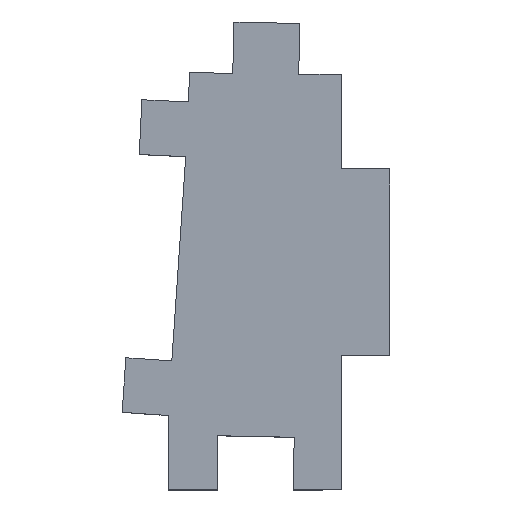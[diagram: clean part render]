
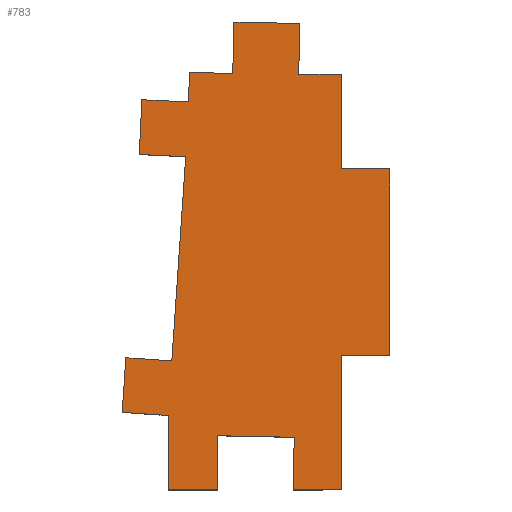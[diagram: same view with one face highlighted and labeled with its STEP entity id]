
A CAD part, top view. The second image highlights one B-rep face of the part: STEP entity #783.
In plain terms, the highlighted planar face has unit normal (0, 0, 1).
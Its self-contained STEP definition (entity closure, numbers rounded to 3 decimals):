
#36=PLANE('',#850);
#66=FACE_OUTER_BOUND('',#106,.T.);
#106=EDGE_LOOP('',(#577,#578,#579,#580,#581,#582,#583,#584,#585,#586,#587,
#588,#589,#590,#591,#592,#593,#594,#595,#596,#597,#598,#599,#600));
#154=LINE('',#1154,#238);
#158=LINE('',#1163,#242);
#161=LINE('',#1167,#245);
#164=LINE('',#1175,#248);
#165=LINE('',#1178,#249);
#168=LINE('',#1184,#252);
#169=LINE('',#1186,#253);
#170=LINE('',#1188,#254);
#171=LINE('',#1190,#255);
#172=LINE('',#1192,#256);
#173=LINE('',#1194,#257);
#174=LINE('',#1196,#258);
#175=LINE('',#1198,#259);
#176=LINE('',#1200,#260);
#177=LINE('',#1202,#261);
#178=LINE('',#1204,#262);
#179=LINE('',#1206,#263);
#180=LINE('',#1208,#264);
#181=LINE('',#1210,#265);
#182=LINE('',#1212,#266);
#183=LINE('',#1214,#267);
#184=LINE('',#1216,#268);
#185=LINE('',#1218,#269);
#186=LINE('',#1219,#270);
#238=VECTOR('',#932,10.);
#242=VECTOR('',#938,10.);
#245=VECTOR('',#943,10.);
#248=VECTOR('',#950,10.);
#249=VECTOR('',#953,10.);
#252=VECTOR('',#958,10.);
#253=VECTOR('',#959,10.);
#254=VECTOR('',#960,10.);
#255=VECTOR('',#961,10.);
#256=VECTOR('',#962,10.);
#257=VECTOR('',#963,10.);
#258=VECTOR('',#964,10.);
#259=VECTOR('',#965,10.);
#260=VECTOR('',#966,10.);
#261=VECTOR('',#967,10.);
#262=VECTOR('',#968,10.);
#263=VECTOR('',#969,10.);
#264=VECTOR('',#970,10.);
#265=VECTOR('',#971,10.);
#266=VECTOR('',#972,10.);
#267=VECTOR('',#973,10.);
#268=VECTOR('',#974,10.);
#269=VECTOR('',#975,10.);
#270=VECTOR('',#976,10.);
#354=VERTEX_POINT('',#1151);
#355=VERTEX_POINT('',#1153);
#358=VERTEX_POINT('',#1160);
#359=VERTEX_POINT('',#1162);
#362=VERTEX_POINT('',#1173);
#363=VERTEX_POINT('',#1177);
#365=VERTEX_POINT('',#1183);
#366=VERTEX_POINT('',#1185);
#367=VERTEX_POINT('',#1187);
#368=VERTEX_POINT('',#1189);
#369=VERTEX_POINT('',#1191);
#370=VERTEX_POINT('',#1193);
#371=VERTEX_POINT('',#1195);
#372=VERTEX_POINT('',#1197);
#373=VERTEX_POINT('',#1199);
#374=VERTEX_POINT('',#1201);
#375=VERTEX_POINT('',#1203);
#376=VERTEX_POINT('',#1205);
#377=VERTEX_POINT('',#1207);
#378=VERTEX_POINT('',#1209);
#379=VERTEX_POINT('',#1211);
#380=VERTEX_POINT('',#1213);
#381=VERTEX_POINT('',#1215);
#382=VERTEX_POINT('',#1217);
#435=EDGE_CURVE('',#355,#354,#154,.T.);
#439=EDGE_CURVE('',#359,#358,#158,.T.);
#442=EDGE_CURVE('',#354,#359,#161,.T.);
#446=EDGE_CURVE('',#358,#362,#164,.T.);
#447=EDGE_CURVE('',#363,#355,#165,.T.);
#450=EDGE_CURVE('',#362,#365,#168,.T.);
#451=EDGE_CURVE('',#365,#366,#169,.T.);
#452=EDGE_CURVE('',#366,#367,#170,.T.);
#453=EDGE_CURVE('',#367,#368,#171,.T.);
#454=EDGE_CURVE('',#368,#369,#172,.T.);
#455=EDGE_CURVE('',#369,#370,#173,.T.);
#456=EDGE_CURVE('',#370,#371,#174,.T.);
#457=EDGE_CURVE('',#371,#372,#175,.T.);
#458=EDGE_CURVE('',#372,#373,#176,.T.);
#459=EDGE_CURVE('',#373,#374,#177,.T.);
#460=EDGE_CURVE('',#374,#375,#178,.T.);
#461=EDGE_CURVE('',#375,#376,#179,.T.);
#462=EDGE_CURVE('',#376,#377,#180,.T.);
#463=EDGE_CURVE('',#377,#378,#181,.T.);
#464=EDGE_CURVE('',#378,#379,#182,.T.);
#465=EDGE_CURVE('',#379,#380,#183,.T.);
#466=EDGE_CURVE('',#380,#381,#184,.T.);
#467=EDGE_CURVE('',#381,#382,#185,.T.);
#468=EDGE_CURVE('',#382,#363,#186,.T.);
#577=ORIENTED_EDGE('',*,*,#435,.T.);
#578=ORIENTED_EDGE('',*,*,#442,.T.);
#579=ORIENTED_EDGE('',*,*,#439,.T.);
#580=ORIENTED_EDGE('',*,*,#446,.T.);
#581=ORIENTED_EDGE('',*,*,#450,.T.);
#582=ORIENTED_EDGE('',*,*,#451,.T.);
#583=ORIENTED_EDGE('',*,*,#452,.T.);
#584=ORIENTED_EDGE('',*,*,#453,.T.);
#585=ORIENTED_EDGE('',*,*,#454,.T.);
#586=ORIENTED_EDGE('',*,*,#455,.T.);
#587=ORIENTED_EDGE('',*,*,#456,.T.);
#588=ORIENTED_EDGE('',*,*,#457,.T.);
#589=ORIENTED_EDGE('',*,*,#458,.T.);
#590=ORIENTED_EDGE('',*,*,#459,.T.);
#591=ORIENTED_EDGE('',*,*,#460,.T.);
#592=ORIENTED_EDGE('',*,*,#461,.T.);
#593=ORIENTED_EDGE('',*,*,#462,.T.);
#594=ORIENTED_EDGE('',*,*,#463,.T.);
#595=ORIENTED_EDGE('',*,*,#464,.T.);
#596=ORIENTED_EDGE('',*,*,#465,.T.);
#597=ORIENTED_EDGE('',*,*,#466,.T.);
#598=ORIENTED_EDGE('',*,*,#467,.T.);
#599=ORIENTED_EDGE('',*,*,#468,.T.);
#600=ORIENTED_EDGE('',*,*,#447,.T.);
#783=ADVANCED_FACE('',(#66),#36,.T.);
#850=AXIS2_PLACEMENT_3D('',#1182,#956,#957);
#932=DIRECTION('',(0.,1.,0.));
#938=DIRECTION('',(-0.019,-1.,0.));
#943=DIRECTION('',(1.,-0.021,0.));
#950=DIRECTION('',(1.,0.,0.));
#953=DIRECTION('',(1.,0.,0.));
#956=DIRECTION('center_axis',(0.,0.,1.));
#957=DIRECTION('ref_axis',(1.,0.,0.));
#958=DIRECTION('',(0.,1.,0.));
#959=DIRECTION('',(1.,0.,0.));
#960=DIRECTION('',(0.,1.,0.));
#961=DIRECTION('',(-1.,0.,0.));
#962=DIRECTION('',(0.,1.,0.));
#963=DIRECTION('',(-1.,0.014,0.));
#964=DIRECTION('',(0.023,1.,0.));
#965=DIRECTION('',(-1.,0.023,0.));
#966=DIRECTION('',(-0.023,-1.,0.));
#967=DIRECTION('',(-1.,0.014,0.));
#968=DIRECTION('',(-0.047,-0.999,0.));
#969=DIRECTION('',(-0.999,0.047,0.));
#970=DIRECTION('',(-0.047,-0.999,0.));
#971=DIRECTION('',(0.999,-0.047,0.));
#972=DIRECTION('',(-0.068,-0.998,0.));
#973=DIRECTION('',(-0.998,0.068,0.));
#974=DIRECTION('',(-0.068,-0.998,0.));
#975=DIRECTION('',(0.998,-0.068,0.));
#976=DIRECTION('',(0.,-1.,0.));
#1151=CARTESIAN_POINT('',(-4.926,-19.343,3.12));
#1153=CARTESIAN_POINT('',(-4.926,-25.168,3.12));
#1154=CARTESIAN_POINT('',(-4.926,-12.591,3.12));
#1160=CARTESIAN_POINT('',(3.256,-25.168,3.12));
#1162=CARTESIAN_POINT('',(3.363,-19.514,3.12));
#1163=CARTESIAN_POINT('',(3.545,-9.807,3.12));
#1167=CARTESIAN_POINT('',(-3.036,-19.382,3.12));
#1173=CARTESIAN_POINT('',(8.432,-25.168,3.12));
#1175=CARTESIAN_POINT('',(-10.195,-25.168,3.12));
#1177=CARTESIAN_POINT('',(-10.195,-25.168,3.12));
#1178=CARTESIAN_POINT('',(-10.195,-25.168,3.12));
#1182=CARTESIAN_POINT('Origin',(-0.745,-0.015,
3.12));
#1183=CARTESIAN_POINT('',(8.432,-10.691,3.12));
#1184=CARTESIAN_POINT('',(8.432,-25.168,3.12));
#1185=CARTESIAN_POINT('',(13.647,-10.691,3.12));
#1186=CARTESIAN_POINT('',(8.432,-10.691,3.12));
#1187=CARTESIAN_POINT('',(13.647,9.335,3.12));
#1188=CARTESIAN_POINT('',(13.647,-10.691,3.12));
#1189=CARTESIAN_POINT('',(8.432,9.335,3.12));
#1190=CARTESIAN_POINT('',(13.647,9.335,3.12));
#1191=CARTESIAN_POINT('',(8.432,19.463,3.12));
#1192=CARTESIAN_POINT('',(8.432,9.335,3.12));
#1193=CARTESIAN_POINT('',(3.844,19.527,3.12));
#1194=CARTESIAN_POINT('',(8.432,19.463,3.12));
#1195=CARTESIAN_POINT('',(3.971,24.972,3.12));
#1196=CARTESIAN_POINT('',(3.844,19.527,3.12));
#1197=CARTESIAN_POINT('',(-3.119,25.138,3.12));
#1198=CARTESIAN_POINT('',(3.971,24.972,3.12));
#1199=CARTESIAN_POINT('',(-3.243,19.626,3.12));
#1200=CARTESIAN_POINT('',(-3.119,25.138,3.12));
#1201=CARTESIAN_POINT('',(-7.872,19.691,3.12));
#1202=CARTESIAN_POINT('',(-3.243,19.626,3.12));
#1203=CARTESIAN_POINT('',(-8.021,16.545,3.12));
#1204=CARTESIAN_POINT('',(-7.872,19.691,3.12));
#1205=CARTESIAN_POINT('',(-13.015,16.781,3.12));
#1206=CARTESIAN_POINT('',(-8.021,16.545,3.12));
#1207=CARTESIAN_POINT('',(-13.294,10.891,3.12));
#1208=CARTESIAN_POINT('',(-13.015,16.781,3.12));
#1209=CARTESIAN_POINT('',(-8.3,10.655,3.12));
#1210=CARTESIAN_POINT('',(-13.294,10.891,3.12));
#1211=CARTESIAN_POINT('',(-9.795,-11.295,3.12));
#1212=CARTESIAN_POINT('',(-8.3,10.655,3.12));
#1213=CARTESIAN_POINT('',(-14.736,-10.958,3.12));
#1214=CARTESIAN_POINT('',(-9.795,-11.295,3.12));
#1215=CARTESIAN_POINT('',(-15.136,-16.831,3.12));
#1216=CARTESIAN_POINT('',(-14.736,-10.958,3.12));
#1217=CARTESIAN_POINT('',(-10.195,-17.168,3.12));
#1218=CARTESIAN_POINT('',(-15.136,-16.831,3.12));
#1219=CARTESIAN_POINT('',(-10.195,-17.168,3.12));
